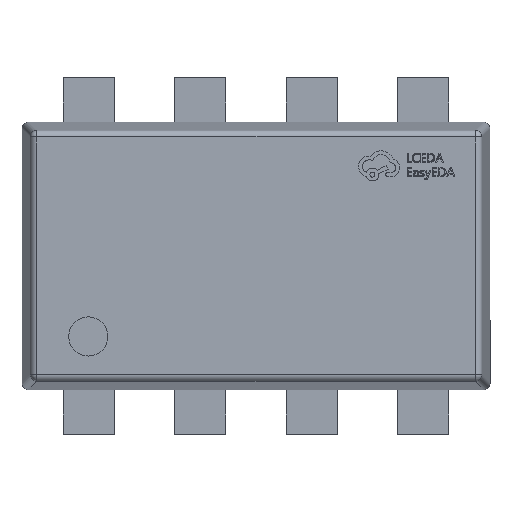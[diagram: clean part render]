
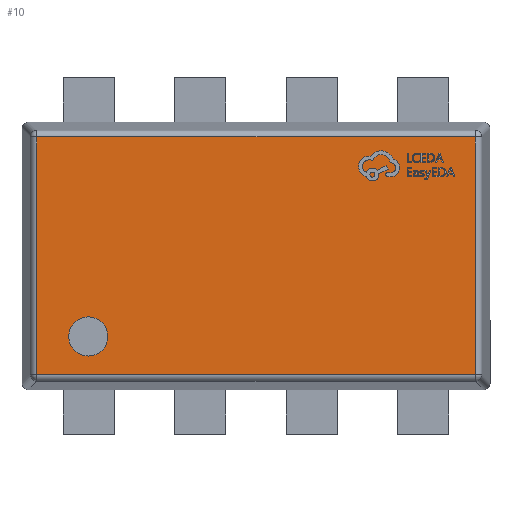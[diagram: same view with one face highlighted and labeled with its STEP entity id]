
A CAD part, top view. The second image highlights one B-rep face of the part: STEP entity #10.
In plain terms, the highlighted planar face has unit normal (0, 0, 1).
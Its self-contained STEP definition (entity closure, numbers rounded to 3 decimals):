
#10 = ADVANCED_FACE ( 'NONE', ( #17543, #16067 ), #9047, .T. ) ;
#251 = CARTESIAN_POINT ( 'NONE',  ( 1.011, -0.533, 0.45 ) ) ;
#319 = CARTESIAN_POINT ( 'NONE',  ( -0.84, -0.362, 0.45 ) ) ;
#515 = ORIENTED_EDGE ( 'NONE', *, *, #708, .F. ) ;
#708 = EDGE_CURVE ( 'NONE', #12573, #1184, #14279, .T. ) ;
#743 = DIRECTION ( 'NONE',  ( 1., 0., 0. ) ) ;
#968 = CARTESIAN_POINT ( 'NONE',  ( -0.983, -0.561, 0.45 ) ) ;
#1184 = VERTEX_POINT ( 'NONE', #319 ) ;
#1697 = LINE ( 'NONE', #3288, #7176 ) ;
#2068 = DIRECTION ( 'NONE',  ( 0., 0., 1. ) ) ;
#2282 = EDGE_CURVE ( 'NONE', #13341, #15708, #6380, .T. ) ;
#2476 = DIRECTION ( 'NONE',  ( 0., 0., 1. ) ) ;
#2619 = CARTESIAN_POINT ( 'NONE',  ( -0.665, -0.362, 0.45 ) ) ;
#2921 = ORIENTED_EDGE ( 'NONE', *, *, #7722, .T. ) ;
#3270 = LINE ( 'NONE', #251, #7235 ) ;
#3288 = CARTESIAN_POINT ( 'NONE',  ( -1.011, 0.533, 0.45 ) ) ;
#4257 = EDGE_CURVE ( 'NONE', #1184, #12573, #6051, .T. ) ;
#4290 = CARTESIAN_POINT ( 'NONE',  ( -0.983, 0.533, 0.45 ) ) ;
#4445 = ORIENTED_EDGE ( 'NONE', *, *, #18156, .T. ) ;
#5213 = ORIENTED_EDGE ( 'NONE', *, *, #2282, .T. ) ;
#5430 = VERTEX_POINT ( 'NONE', #16355 ) ;
#6051 = CIRCLE ( 'NONE', #12609, 0.088 ) ;
#6133 = DIRECTION ( 'NONE',  ( 1., 0., 0. ) ) ;
#6366 = CARTESIAN_POINT ( 'NONE',  ( 0.983, 0.533, 0.45 ) ) ;
#6380 = LINE ( 'NONE', #968, #15056 ) ;
#7176 = VECTOR ( 'NONE', #7388, 1000. ) ;
#7235 = VECTOR ( 'NONE', #12931, 1000. ) ;
#7388 = DIRECTION ( 'NONE',  ( -1., 0., 0. ) ) ;
#7722 = EDGE_CURVE ( 'NONE', #5430, #8745, #14261, .T. ) ;
#7856 = CARTESIAN_POINT ( 'NONE',  ( -0.753, -0.362, 0.45 ) ) ;
#8339 = EDGE_CURVE ( 'NONE', #8745, #13341, #1697, .T. ) ;
#8745 = VERTEX_POINT ( 'NONE', #6366 ) ;
#9047 = PLANE ( 'NONE',  #12320 ) ;
#9773 = DIRECTION ( 'NONE',  ( 0., 1., 0. ) ) ;
#10734 = CARTESIAN_POINT ( 'NONE',  ( -0.983, -0.533, 0.45 ) ) ;
#11869 = EDGE_LOOP ( 'NONE', ( #4445, #2921, #13249, #5213 ) ) ;
#11911 = CARTESIAN_POINT ( 'NONE',  ( 0., 0., 0.45 ) ) ;
#12059 = DIRECTION ( 'NONE',  ( 0., -1., 0. ) ) ;
#12320 = AXIS2_PLACEMENT_3D ( 'NONE', #11911, #2068, #6133 ) ;
#12573 = VERTEX_POINT ( 'NONE', #2619 ) ;
#12609 = AXIS2_PLACEMENT_3D ( 'NONE', #17873, #2476, #13807 ) ;
#12931 = DIRECTION ( 'NONE',  ( 1., 0., 0. ) ) ;
#13249 = ORIENTED_EDGE ( 'NONE', *, *, #8339, .T. ) ;
#13341 = VERTEX_POINT ( 'NONE', #4290 ) ;
#13509 = DIRECTION ( 'NONE',  ( 0., 0., 1. ) ) ;
#13807 = DIRECTION ( 'NONE',  ( 1., 0., 0. ) ) ;
#14261 = LINE ( 'NONE', #15479, #14819 ) ;
#14279 = CIRCLE ( 'NONE', #17257, 0.088 ) ;
#14609 = ORIENTED_EDGE ( 'NONE', *, *, #4257, .F. ) ;
#14819 = VECTOR ( 'NONE', #9773, 1000. ) ;
#15056 = VECTOR ( 'NONE', #12059, 1000. ) ;
#15479 = CARTESIAN_POINT ( 'NONE',  ( 0.983, 0.561, 0.45 ) ) ;
#15688 = EDGE_LOOP ( 'NONE', ( #515, #14609 ) ) ;
#15708 = VERTEX_POINT ( 'NONE', #10734 ) ;
#16067 = FACE_BOUND ( 'NONE', #15688, .T. ) ;
#16355 = CARTESIAN_POINT ( 'NONE',  ( 0.983, -0.533, 0.45 ) ) ;
#17257 = AXIS2_PLACEMENT_3D ( 'NONE', #7856, #13509, #743 ) ;
#17543 = FACE_OUTER_BOUND ( 'NONE', #11869, .T. ) ;
#17873 = CARTESIAN_POINT ( 'NONE',  ( -0.753, -0.362, 0.45 ) ) ;
#18156 = EDGE_CURVE ( 'NONE', #15708, #5430, #3270, .T. ) ;
